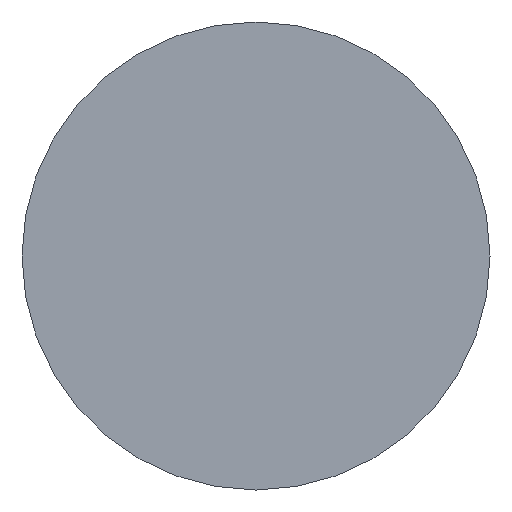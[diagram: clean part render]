
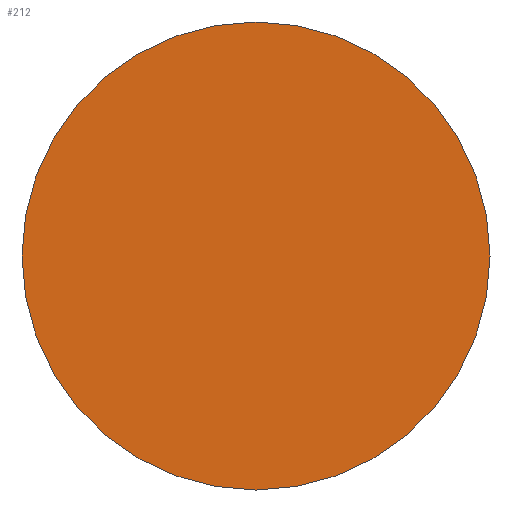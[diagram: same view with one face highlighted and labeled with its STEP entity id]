
A CAD part, front view. The second image highlights one B-rep face of the part: STEP entity #212.
In plain terms, the highlighted planar face has unit normal (0, -1, 0).
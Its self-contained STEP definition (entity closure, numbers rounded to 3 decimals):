
#1=CARTESIAN_POINT('',(0.,-6.1,0.));
#2=DIRECTION('',(0.,-1.,0.));
#3=DIRECTION('',(-1.,0.,0.));
#4=AXIS2_PLACEMENT_3D('',#1,#2,#3);
#6=CARTESIAN_POINT('',(0.,-6.1,0.));
#7=DIRECTION('',(0.,-1.,0.));
#8=DIRECTION('',(1.,0.,0.));
#9=AXIS2_PLACEMENT_3D('',#6,#7,#8);
#165=CARTESIAN_POINT('',(-4.5,-6.1,0.));
#166=CARTESIAN_POINT('',(4.5,-6.1,0.));
#167=VERTEX_POINT('',#165);
#168=VERTEX_POINT('',#166);
#201=CARTESIAN_POINT('',(0.,-6.1,0.));
#202=DIRECTION('',(0.,1.,0.));
#203=DIRECTION('',(1.,0.,0.));
#204=AXIS2_PLACEMENT_3D('',#201,#202,#203);
#205=PLANE('',#204);
#207=ORIENTED_EDGE('',*,*,#206,.F.);
#209=ORIENTED_EDGE('',*,*,#208,.F.);
#210=EDGE_LOOP('',(#207,#209));
#211=FACE_OUTER_BOUND('',#210,.F.);
#5=CIRCLE('',#4,4.5);
#10=CIRCLE('',#9,4.5);
#206=EDGE_CURVE('',#167,#168,#5,.T.);
#208=EDGE_CURVE('',#168,#167,#10,.T.);
#212=ADVANCED_FACE('',(#211),#205,.F.);
